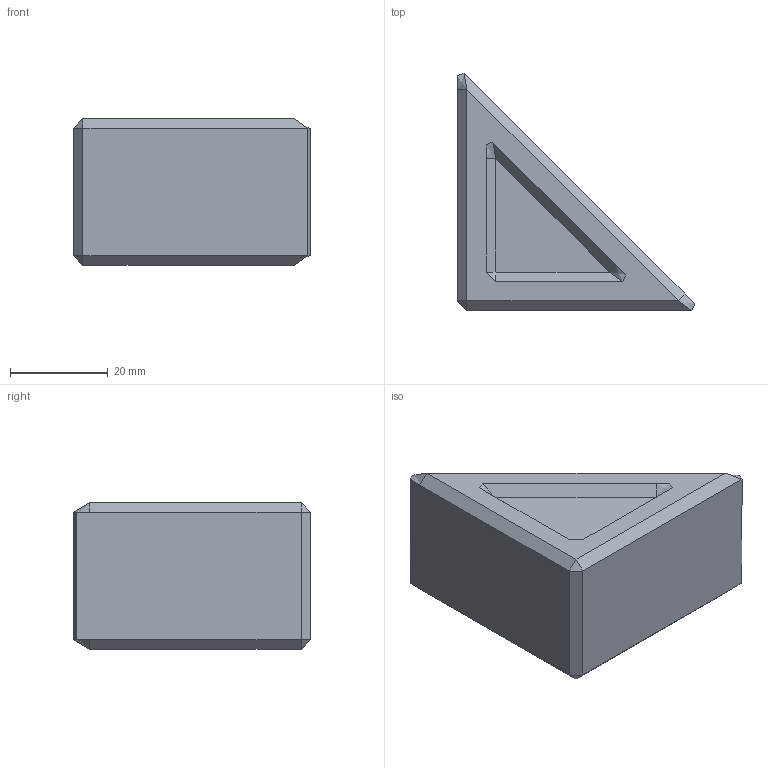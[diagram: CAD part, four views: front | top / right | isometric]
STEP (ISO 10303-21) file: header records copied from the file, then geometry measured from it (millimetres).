
FILE_DESCRIPTION(('Open CASCADE Model'),'2;1');
FILE_NAME('Open CASCADE Shape Model','2025-12-05T16:52:02',('Author'),( 'Open CASCADE'),'Open CASCADE STEP processor 7.8','build123d', 'Unknown');
FILE_SCHEMA(('AUTOMOTIVE_DESIGN { 1 0 10303 214 1 1 1 1 }'));
Length unit declared in the file: millimetre
Products named in the file (1): COMPOUND
Bounding box: 48.59 x 48.59 x 30 mm (x, y, z)
Volume: 36007.5 mm3; surface area: 7098.9 mm2
Topology: 1 solids, 1 shells, 27 faces, 57 edges, 33 vertices
Faces by surface type: plane 21, bspline 6
Entity records: 1422 total; most frequent: CARTESIAN_POINT 350, DIRECTION 155, ORIENTED_EDGE 114, PCURVE 114, DEFINITIONAL_REPRESENTATION 114, LINE 111, VECTOR 111, B_SPLINE_CURVE_WITH_KNOTS 60
